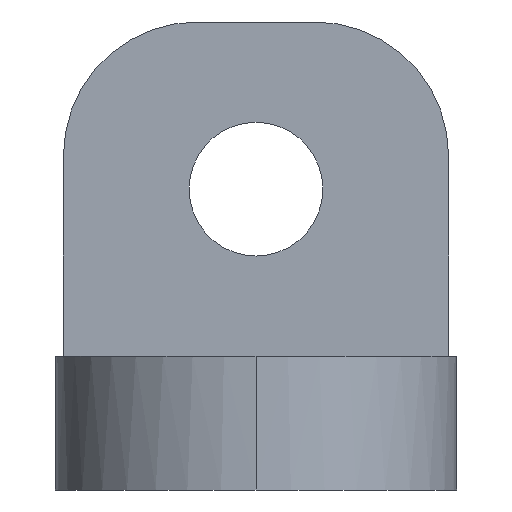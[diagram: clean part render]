
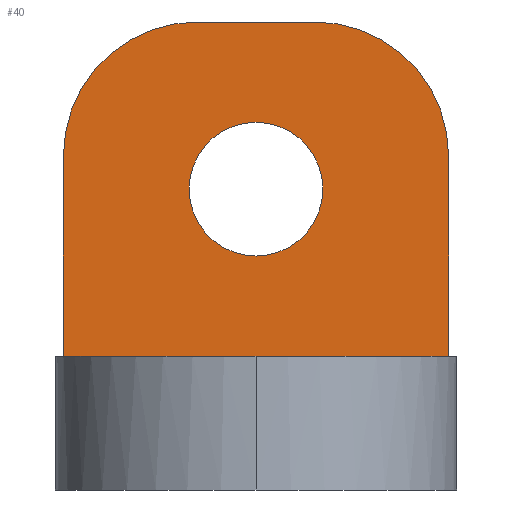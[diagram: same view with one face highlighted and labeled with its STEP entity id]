
A CAD part, left-side view. The second image highlights one B-rep face of the part: STEP entity #40.
In plain terms, the highlighted planar face has unit normal (-1, 0, 0).
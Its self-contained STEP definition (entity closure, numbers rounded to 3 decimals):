
#2 = EDGE_CURVE ( 'NONE', #482, #448, #513, .T. ) ;
#15 = DIRECTION ( 'NONE',  ( 0., 0., 1. ) ) ;
#29 = EDGE_CURVE ( 'NONE', #482, #398, #366, .T. ) ;
#40 = ADVANCED_FACE ( 'NONE', ( #423, #354 ), #154, .T. ) ;
#48 = AXIS2_PLACEMENT_3D ( 'NONE', #76, #358, #275 ) ;
#50 = EDGE_CURVE ( 'NONE', #417, #274, #142, .T. ) ;
#65 = EDGE_CURVE ( 'NONE', #254, #191, #180, .T. ) ;
#73 = ORIENTED_EDGE ( 'NONE', *, *, #136, .T. ) ;
#76 = CARTESIAN_POINT ( 'NONE',  ( -8.403, 0., 70. ) ) ;
#82 = EDGE_LOOP ( 'NONE', ( #280, #309, #312, #73, #284, #97 ) ) ;
#90 = VERTEX_POINT ( 'NONE', #395 ) ;
#91 = CARTESIAN_POINT ( 'NONE',  ( -8.403, -28.799, 50. ) ) ;
#97 = ORIENTED_EDGE ( 'NONE', *, *, #164, .F. ) ;
#98 = CARTESIAN_POINT ( 'NONE',  ( -8.403, 0., 20. ) ) ;
#104 = CARTESIAN_POINT ( 'NONE',  ( -8.403, 0., 70. ) ) ;
#119 = DIRECTION ( 'NONE',  ( 0., 0., -1. ) ) ;
#120 = CARTESIAN_POINT ( 'NONE',  ( -8.403, -8.799, 50. ) ) ;
#122 = AXIS2_PLACEMENT_3D ( 'NONE', #401, #318, #273 ) ;
#136 = EDGE_CURVE ( 'NONE', #90, #254, #499, .T. ) ;
#142 = CIRCLE ( 'NONE', #122, 10. ) ;
#150 = DIRECTION ( 'NONE',  ( 0., 1., 0. ) ) ;
#151 = CARTESIAN_POINT ( 'NONE',  ( -8.403, 0., 35. ) ) ;
#154 = PLANE ( 'NONE',  #48 ) ;
#164 = EDGE_CURVE ( 'NONE', #398, #191, #328, .T. ) ;
#171 = AXIS2_PLACEMENT_3D ( 'NONE', #454, #456, #15 ) ;
#176 = DIRECTION ( 'NONE',  ( -1., 0., 0. ) ) ;
#180 = LINE ( 'NONE', #236, #203 ) ;
#181 = DIRECTION ( 'NONE',  ( 0., 1., 0. ) ) ;
#191 = VERTEX_POINT ( 'NONE', #257 ) ;
#203 = VECTOR ( 'NONE', #119, 1000. ) ;
#208 = EDGE_CURVE ( 'NONE', #274, #417, #231, .T. ) ;
#213 = VECTOR ( 'NONE', #181, 1000. ) ;
#228 = DIRECTION ( 'NONE',  ( 0., 0., 1. ) ) ;
#231 = CIRCLE ( 'NONE', #443, 10. ) ;
#236 = CARTESIAN_POINT ( 'NONE',  ( -8.403, 28.799, 70. ) ) ;
#253 = ORIENTED_EDGE ( 'NONE', *, *, #208, .F. ) ;
#254 = VERTEX_POINT ( 'NONE', #299 ) ;
#257 = CARTESIAN_POINT ( 'NONE',  ( -8.403, 28.799, 20. ) ) ;
#262 = CARTESIAN_POINT ( 'NONE',  ( -8.403, 0., 55. ) ) ;
#269 = CARTESIAN_POINT ( 'NONE',  ( -8.403, -8.799, 70. ) ) ;
#273 = DIRECTION ( 'NONE',  ( 0., 0., 1. ) ) ;
#274 = VERTEX_POINT ( 'NONE', #262 ) ;
#275 = DIRECTION ( 'NONE',  ( 0., 0., 1. ) ) ;
#280 = ORIENTED_EDGE ( 'NONE', *, *, #29, .F. ) ;
#284 = ORIENTED_EDGE ( 'NONE', *, *, #65, .T. ) ;
#289 = EDGE_CURVE ( 'NONE', #448, #90, #409, .T. ) ;
#294 = VECTOR ( 'NONE', #150, 1000. ) ;
#299 = CARTESIAN_POINT ( 'NONE',  ( -8.403, 28.799, 50. ) ) ;
#302 = CARTESIAN_POINT ( 'NONE',  ( -8.403, 0., 45. ) ) ;
#309 = ORIENTED_EDGE ( 'NONE', *, *, #2, .T. ) ;
#312 = ORIENTED_EDGE ( 'NONE', *, *, #289, .T. ) ;
#318 = DIRECTION ( 'NONE',  ( -1., 0., 0. ) ) ;
#328 = LINE ( 'NONE', #98, #213 ) ;
#346 = DIRECTION ( 'NONE',  ( 0., 0., -1. ) ) ;
#354 = FACE_OUTER_BOUND ( 'NONE', #82, .T. ) ;
#358 = DIRECTION ( 'NONE',  ( -1., 0., 0. ) ) ;
#361 = AXIS2_PLACEMENT_3D ( 'NONE', #120, #514, #228 ) ;
#366 = LINE ( 'NONE', #439, #488 ) ;
#383 = CARTESIAN_POINT ( 'NONE',  ( -8.403, -28.799, 20. ) ) ;
#395 = CARTESIAN_POINT ( 'NONE',  ( -8.403, 8.799, 70. ) ) ;
#398 = VERTEX_POINT ( 'NONE', #383 ) ;
#401 = CARTESIAN_POINT ( 'NONE',  ( -8.403, 0., 45. ) ) ;
#409 = LINE ( 'NONE', #104, #294 ) ;
#413 = EDGE_LOOP ( 'NONE', ( #487, #253 ) ) ;
#417 = VERTEX_POINT ( 'NONE', #151 ) ;
#423 = FACE_BOUND ( 'NONE', #413, .T. ) ;
#439 = CARTESIAN_POINT ( 'NONE',  ( -8.403, -28.799, 70. ) ) ;
#443 = AXIS2_PLACEMENT_3D ( 'NONE', #302, #176, #461 ) ;
#448 = VERTEX_POINT ( 'NONE', #269 ) ;
#454 = CARTESIAN_POINT ( 'NONE',  ( -8.403, 8.799, 50. ) ) ;
#456 = DIRECTION ( 'NONE',  ( -1., 0., 0. ) ) ;
#461 = DIRECTION ( 'NONE',  ( 0., 0., 1. ) ) ;
#482 = VERTEX_POINT ( 'NONE', #91 ) ;
#487 = ORIENTED_EDGE ( 'NONE', *, *, #50, .F. ) ;
#488 = VECTOR ( 'NONE', #346, 1000. ) ;
#499 = CIRCLE ( 'NONE', #171, 20. ) ;
#513 = CIRCLE ( 'NONE', #361, 20. ) ;
#514 = DIRECTION ( 'NONE',  ( -1., 0., 0. ) ) ;
